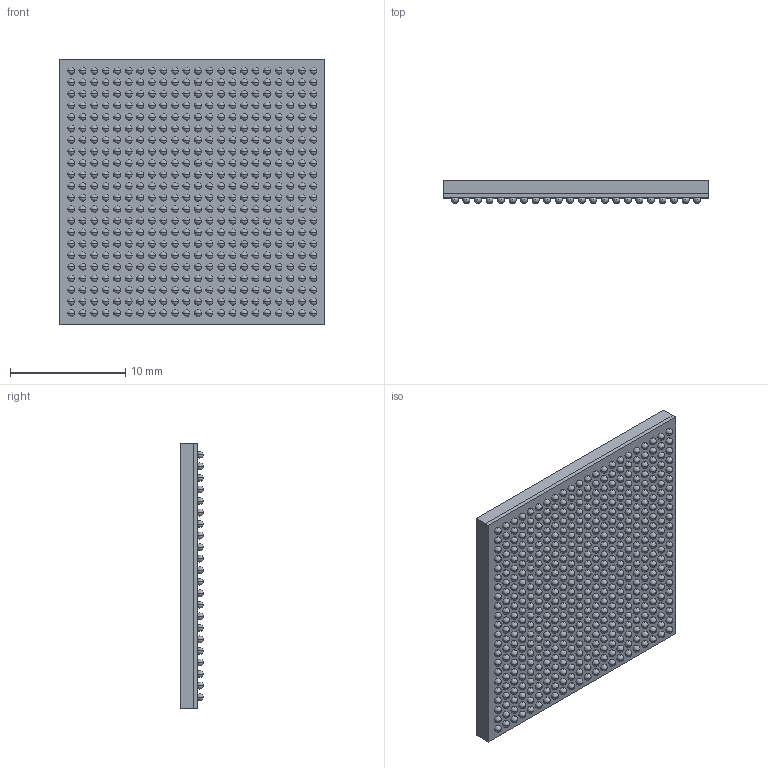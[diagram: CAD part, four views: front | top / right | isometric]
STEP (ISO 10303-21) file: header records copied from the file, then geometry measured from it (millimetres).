
FILE_DESCRIPTION (( 'STEP AP214' ), '1' );
FILE_NAME ( 'BGA484CP100_22X22_2300X2300X196B60.step', '2020-09-05T09:11:22', ( '' ), ( '' ), 'Part was generated with the free Library Expert Lite available at www.PCBLibraries.com. Removing line will violate the End User License Agreement.', '©2017 PCB Libraries, Inc.', '' );
FILE_SCHEMA (( 'AUTOMOTIVE_DESIGN' ));
Length unit declared in the file: millimetre
Products named in the file (1): BGA484CP100_22X22_2300X2300X196B60
Bounding box: 23 x 1.96 x 23 mm (x, y, z)
Volume: 837.6 mm3; surface area: 2799.6 mm2
Topology: 486 solids, 486 shells, 983 faces, 3418 edges, 2440 vertices
Faces by surface type: sphere 968, plane 13, torus 2
Entity records: 26618 total; most frequent: DIRECTION 3940, CARTESIAN_POINT 2970, ORIENTED_EDGE 1996, AXIS2_PLACEMENT_3D 1958, STYLED_ITEM 1470, PRESENTATION_LAYER_ASSIGNMENT 1470, MECHANICAL_DESIGN_GEOMETRIC_PRESENTATION_REPRESENTATION 1470, EDGE_CURVE 998
